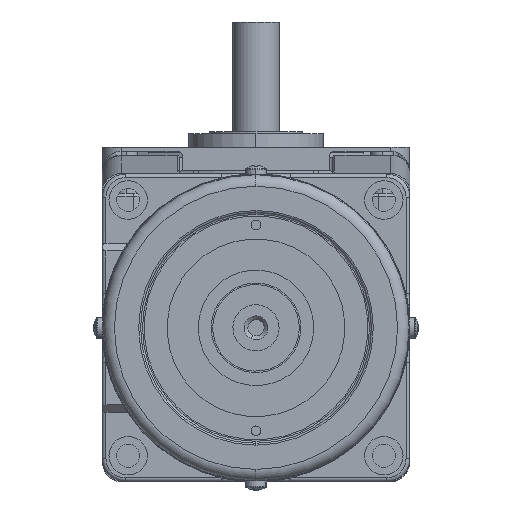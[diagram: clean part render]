
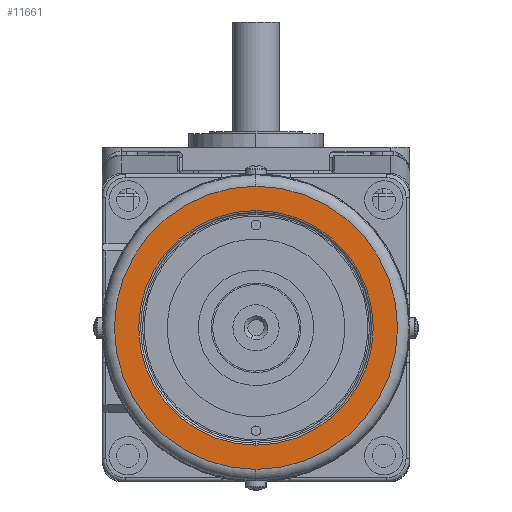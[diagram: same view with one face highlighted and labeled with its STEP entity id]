
A CAD part, left-side view. The second image highlights one B-rep face of the part: STEP entity #11661.
In plain terms, the highlighted planar face has unit normal (-1, 0, 0).
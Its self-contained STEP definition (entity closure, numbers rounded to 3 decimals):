
#1087 = PLANE ( 'NONE',  #9966 ) ;
#1680 = DIRECTION ( 'NONE',  ( 0., 0., 1. ) ) ;
#1798 = CARTESIAN_POINT ( 'NONE',  ( -234.923, 8.965, -18.915 ) ) ;
#2543 = CARTESIAN_POINT ( 'NONE',  ( -234.923, 8.965, 17.885 ) ) ;
#3181 = ORIENTED_EDGE ( 'NONE', *, *, #16833, .T. ) ;
#3477 = CIRCLE ( 'NONE', #13214, 30.5 ) ;
#4360 = DIRECTION ( 'NONE',  ( -1., 0., 0. ) ) ;
#4754 = VERTEX_POINT ( 'NONE', #7383 ) ;
#5456 = EDGE_CURVE ( 'NONE', #11686, #4754, #8521, .T. ) ;
#5937 = AXIS2_PLACEMENT_3D ( 'NONE', #16252, #4360, #9660 ) ;
#6111 = CARTESIAN_POINT ( 'NONE',  ( -234.923, 8.965, -18.915 ) ) ;
#6434 = CARTESIAN_POINT ( 'NONE',  ( -234.923, 39.465, -18.915 ) ) ;
#6515 = CARTESIAN_POINT ( 'NONE',  ( -234.923, 8.965, 11.585 ) ) ;
#7136 = DIRECTION ( 'NONE',  ( -1., 0., 0. ) ) ;
#7280 = ORIENTED_EDGE ( 'NONE', *, *, #7730, .F. ) ;
#7383 = CARTESIAN_POINT ( 'NONE',  ( -234.923, 8.965, -49.415 ) ) ;
#7728 = FACE_BOUND ( 'NONE', #15901, .T. ) ;
#7730 = EDGE_CURVE ( 'NONE', #4754, #11686, #3477, .T. ) ;
#8088 = CARTESIAN_POINT ( 'NONE',  ( -234.923, 8.965, -55.715 ) ) ;
#8315 = CARTESIAN_POINT ( 'NONE',  ( -234.923, 8.965, -18.915 ) ) ;
#8521 = CIRCLE ( 'NONE', #10733, 30.5 ) ;
#9163 = ORIENTED_EDGE ( 'NONE', *, *, #14366, .T. ) ;
#9414 = VERTEX_POINT ( 'NONE', #8088 ) ;
#9660 = DIRECTION ( 'NONE',  ( 0., 0., 1. ) ) ;
#9897 = EDGE_LOOP ( 'NONE', ( #9163, #3181 ) ) ;
#9966 = AXIS2_PLACEMENT_3D ( 'NONE', #6434, #11727, #17003 ) ;
#10148 = AXIS2_PLACEMENT_3D ( 'NONE', #8315, #13622, #1680 ) ;
#10733 = AXIS2_PLACEMENT_3D ( 'NONE', #6111, #11391, #16672 ) ;
#11391 = DIRECTION ( 'NONE',  ( -1., 0., 0. ) ) ;
#11661 = ADVANCED_FACE ( 'NONE', ( #7728, #13040 ), #1087, .F. ) ;
#11686 = VERTEX_POINT ( 'NONE', #6515 ) ;
#11727 = DIRECTION ( 'NONE',  ( 1., 0., 0. ) ) ;
#12082 = VERTEX_POINT ( 'NONE', #2543 ) ;
#12433 = DIRECTION ( 'NONE',  ( 0., 0., 1. ) ) ;
#13040 = FACE_OUTER_BOUND ( 'NONE', #9897, .T. ) ;
#13214 = AXIS2_PLACEMENT_3D ( 'NONE', #1798, #7136, #12433 ) ;
#13414 = CIRCLE ( 'NONE', #5937, 36.8 ) ;
#13622 = DIRECTION ( 'NONE',  ( -1., 0., 0. ) ) ;
#14366 = EDGE_CURVE ( 'NONE', #12082, #9414, #13414, .T. ) ;
#15335 = ORIENTED_EDGE ( 'NONE', *, *, #5456, .F. ) ;
#15415 = CIRCLE ( 'NONE', #10148, 36.8 ) ;
#15901 = EDGE_LOOP ( 'NONE', ( #15335, #7280 ) ) ;
#16252 = CARTESIAN_POINT ( 'NONE',  ( -234.923, 8.965, -18.915 ) ) ;
#16672 = DIRECTION ( 'NONE',  ( 0., 0., 1. ) ) ;
#16833 = EDGE_CURVE ( 'NONE', #9414, #12082, #15415, .T. ) ;
#17003 = DIRECTION ( 'NONE',  ( 0., 0., -1. ) ) ;
